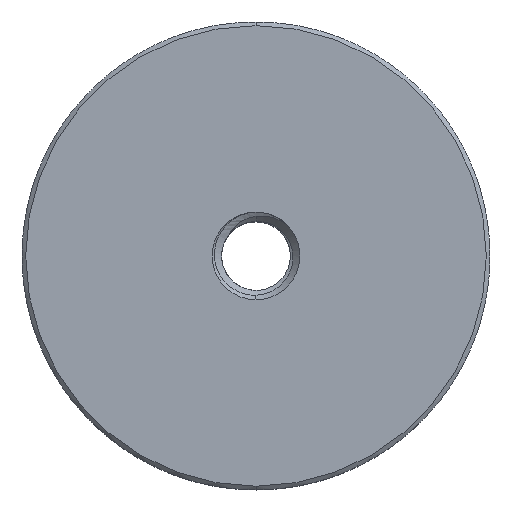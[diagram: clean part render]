
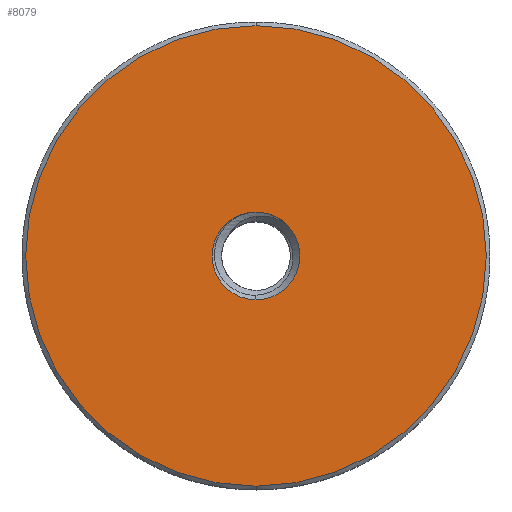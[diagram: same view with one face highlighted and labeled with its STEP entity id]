
A CAD part, top view. The second image highlights one B-rep face of the part: STEP entity #8079.
In plain terms, the highlighted face is planar.
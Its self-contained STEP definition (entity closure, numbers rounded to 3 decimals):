
#20=FACE_BOUND('',#2633,.T.);
#23=PLANE('',#8850);
#2114=FACE_OUTER_BOUND('',#2632,.T.);
#2632=EDGE_LOOP('',(#6305,#6306));
#2633=EDGE_LOOP('',(#6307,#6308,#6309));
#3010=CIRCLE('',#8474,7.875);
#3161=CIRCLE('',#8630,1.5);
#3240=CIRCLE('',#8846,1.5);
#3243=CIRCLE('',#8851,7.875);
#3244=CIRCLE('',#8852,1.5);
#3472=VERTEX_POINT('',#12072);
#3473=VERTEX_POINT('',#12073);
#3635=VERTEX_POINT('',#12474);
#3636=VERTEX_POINT('',#12476);
#3643=VERTEX_POINT('',#12507);
#4204=EDGE_CURVE('',#3472,#3473,#3010,.T.);
#4369=EDGE_CURVE('',#3636,#3635,#3161,.T.);
#4783=EDGE_CURVE('',#3643,#3636,#3240,.T.);
#4786=EDGE_CURVE('',#3473,#3472,#3243,.T.);
#4787=EDGE_CURVE('',#3635,#3643,#3244,.T.);
#6305=ORIENTED_EDGE('',*,*,#4786,.T.);
#6306=ORIENTED_EDGE('',*,*,#4204,.T.);
#6307=ORIENTED_EDGE('',*,*,#4783,.T.);
#6308=ORIENTED_EDGE('',*,*,#4369,.T.);
#6309=ORIENTED_EDGE('',*,*,#4787,.T.);
#8079=ADVANCED_FACE('',(#2114,#20),#23,.F.);
#8474=AXIS2_PLACEMENT_3D('',#12074,#9470,#9471);
#8630=AXIS2_PLACEMENT_3D('',#12477,#9790,#9791);
#8846=AXIS2_PLACEMENT_3D('',#15192,#10429,#10430);
#8850=AXIS2_PLACEMENT_3D('',#15196,#10437,#10438);
#8851=AXIS2_PLACEMENT_3D('',#15197,#10439,#10440);
#8852=AXIS2_PLACEMENT_3D('',#15198,#10441,#10442);
#9470=DIRECTION('center_axis',(0.,-1.,0.));
#9471=DIRECTION('ref_axis',(0.,0.,1.));
#9790=DIRECTION('center_axis',(0.,1.,0.));
#9791=DIRECTION('ref_axis',(0.,0.,1.));
#10429=DIRECTION('center_axis',(0.,1.,0.));
#10430=DIRECTION('ref_axis',(0.,0.,1.));
#10437=DIRECTION('center_axis',(0.,1.,0.));
#10438=DIRECTION('ref_axis',(0.,0.,1.));
#10439=DIRECTION('center_axis',(0.,-1.,0.));
#10440=DIRECTION('ref_axis',(0.,0.,1.));
#10441=DIRECTION('center_axis',(0.,1.,0.));
#10442=DIRECTION('ref_axis',(0.,0.,1.));
#12072=CARTESIAN_POINT('',(0.,0.,-7.875));
#12073=CARTESIAN_POINT('',(0.,0.,7.875));
#12074=CARTESIAN_POINT('Origin',(0.,0.,0.));
#12474=CARTESIAN_POINT('',(0.,0.,-1.5));
#12476=CARTESIAN_POINT('',(1.051,0.,1.07));
#12477=CARTESIAN_POINT('Origin',(0.,0.,0.));
#12507=CARTESIAN_POINT('',(0.,0.,1.5));
#15192=CARTESIAN_POINT('Origin',(0.,0.,0.));
#15196=CARTESIAN_POINT('Origin',(-8.,0.,0.));
#15197=CARTESIAN_POINT('Origin',(0.,0.,0.));
#15198=CARTESIAN_POINT('Origin',(0.,0.,0.));
